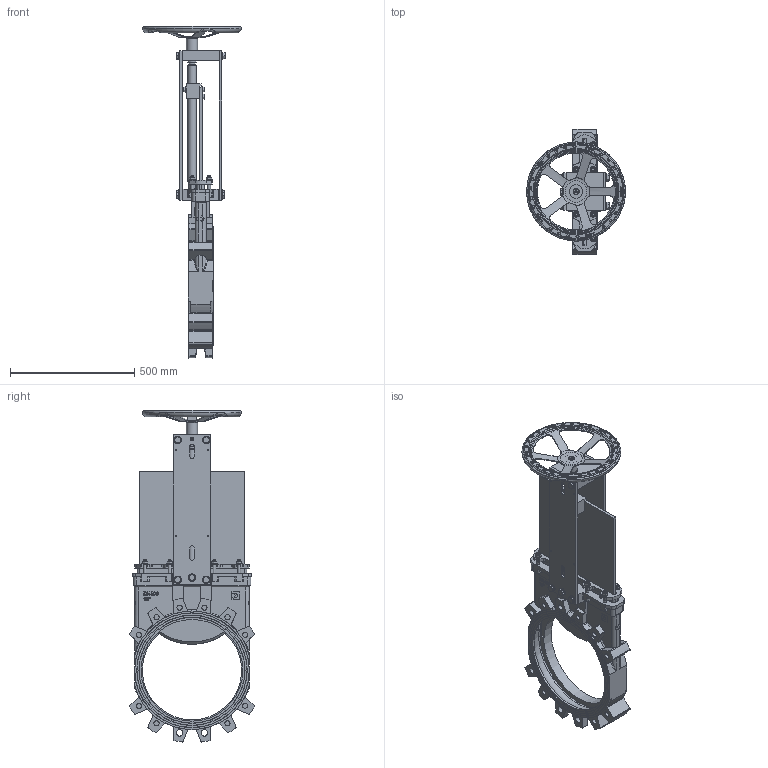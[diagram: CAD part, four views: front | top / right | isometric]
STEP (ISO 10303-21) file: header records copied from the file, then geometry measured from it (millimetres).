
FILE_DESCRIPTION(/* description */ (''),/* implementation_level */ '2;1');
FILE_NAME(/* name */ 'WGM25N-DN400_105854 v2.step',/* time_stamp */ '2025-06-27T14:19:55+02:00',/* author */ (''),/* organization */ (''),/* preprocessor_version */ 'ST-DEVELOPER v20.1',/* originating_system */ 'Autodesk Translation Framework v14.10.0.0',/* authorisation */ '');
FILE_SCHEMA (('AUTOMOTIVE_DESIGN { 1 0 10303 214 3 1 1 }'));
Products named in the file (21): WGM25N-DN400_105854; WGS-BO-GG-SOF-400-K; WGS-GL-GG-400; WGS-BR-CS-F-400; WGS-BR-CS-B-400; WGS-KN-xxx-400; WGS-ST-MW-400; WGS-SN-400; WGS-PL-MW-CS-400-neu; WGS-WA-R-162x116x110; local.DIN.19.638.10; local.DIN.126.17.8; local.DIN.162.310.8; local.DIN.19.278.10; local.DIN.76.66.8; local.DIN.162.250.8; local.DIN.126.15.8; local.DIN.19.233.10; local.DIN.19.220.10; WGS-WA-B-500x250x020; WGS-MW-400
Assembly tree (65 placements, depth 2):
  WGM25N-DN400_105854
    WGS-BO-GG-SOF-400-K
    WGS-GL-GG-400
    WGS-BR-CS-F-400
    WGS-BR-CS-B-400
    WGS-KN-xxx-400
    WGS-ST-MW-400
    WGS-SN-400
    WGS-PL-MW-CS-400-neu
    WGS-WA-R-162x116x110
    local.DIN.19.638.10  x2
    local.DIN.126.17.8  x2
    local.DIN.162.310.8  x10
    local.DIN.19.278.10  x6
    local.DIN.76.66.8  x8
    local.DIN.126.15.8  x10
    local.DIN.162.250.8  x13
    local.DIN.19.233.10  x2
    local.DIN.19.220.10
    WGS-WA-B-500x250x020
    WGS-MW-400
Bounding box: 398.91 x 504.58 x 1338.59 mm (x, y, z)
Volume: 17674676.6 mm3; surface area: 2661429.5 mm2
Topology: 65 solids, 65 shells, 2138 faces, 5284 edges, 3440 vertices
Faces by surface type: plane 1114, cylinder 538, cone 239, bspline 210, torus 37
Full cylindrical faces by diameter (mm): 4.917 x1, 6.25 x8, 8.376 x1, 10.106 x19, 11.053 x3, 11.6 x2, 12 x11, 12.5 x8, 13 x13, 13.835 x8, 14 x1, 14.917 x8, 16 x8, 16.2 x2, 16.25 x10, 16.5 x2, 17 x10, 17.2 x3, 20.752 x20, 22 x8, 24 x14, 24.8 x1, 25 x1, 26 x6, 28 x1, 30 x11, 35 x3, 36 x1, 45 x1, 50 x1
Entity records: 62569 total; most frequent: CARTESIAN_POINT 20400, ORIENTED_EDGE 8874, DIRECTION 8020, EDGE_CURVE 4437, VERTEX_POINT 2921, AXIS2_PLACEMENT_3D 2674, LINE 2672, VECTOR 2672
